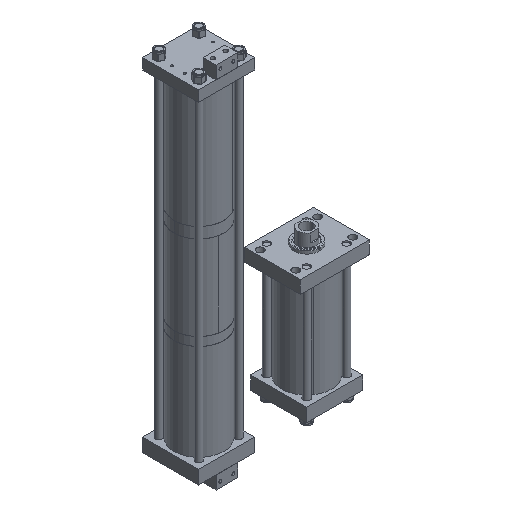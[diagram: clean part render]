
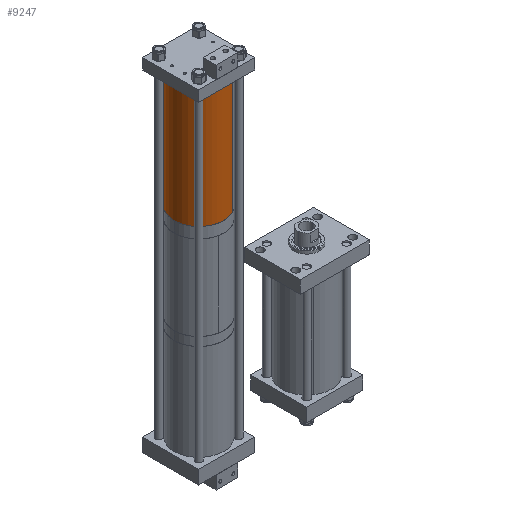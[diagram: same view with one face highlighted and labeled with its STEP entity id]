
A CAD part, isometric view. The second image highlights one B-rep face of the part: STEP entity #9247.
In plain terms, the highlighted cylindrical face has radius 73.025 mm (diameter 146.05 mm), a partial arc.
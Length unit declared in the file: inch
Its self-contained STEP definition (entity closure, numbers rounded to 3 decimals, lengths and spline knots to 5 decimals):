
#394 = ORIENTED_EDGE ( 'NONE', *, *, #7603, .F. ) ;
#629 = AXIS2_PLACEMENT_3D ( 'NONE', #1669, #7704, #13638 ) ;
#802 = CIRCLE ( 'NONE', #629, 2.875 ) ;
#971 = CARTESIAN_POINT ( 'NONE',  ( -2.875, 0., 13.688 ) ) ;
#989 = VERTEX_POINT ( 'NONE', #6337 ) ;
#1131 = CARTESIAN_POINT ( 'NONE',  ( -2.875, 0., 13.688 ) ) ;
#1669 = CARTESIAN_POINT ( 'NONE',  ( 0., 0., 0. ) ) ;
#1726 = AXIS2_PLACEMENT_3D ( 'NONE', #13617, #14826, #3980 ) ;
#1786 = CIRCLE ( 'NONE', #8201, 2.875 ) ;
#2434 = VERTEX_POINT ( 'NONE', #1131 ) ;
#3235 = EDGE_LOOP ( 'NONE', ( #12609, #394, #14097, #6486 ) ) ;
#3534 = CARTESIAN_POINT ( 'NONE',  ( -2.875, 0., 0. ) ) ;
#3967 = CARTESIAN_POINT ( 'NONE',  ( 0., 0., 13.688 ) ) ;
#3980 = DIRECTION ( 'NONE',  ( -1., 0., 0. ) ) ;
#5078 = LINE ( 'NONE', #9177, #9252 ) ;
#5164 = DIRECTION ( 'NONE',  ( 1., 0., 0. ) ) ;
#5419 = VECTOR ( 'NONE', #5810, 39.37008 ) ;
#5810 = DIRECTION ( 'NONE',  ( 0., 0., -1. ) ) ;
#6180 = DIRECTION ( 'NONE',  ( 0., 0., 1. ) ) ;
#6278 = EDGE_CURVE ( 'NONE', #2434, #9741, #12252, .T. ) ;
#6337 = CARTESIAN_POINT ( 'NONE',  ( 2.875, 0., 13.688 ) ) ;
#6486 = ORIENTED_EDGE ( 'NONE', *, *, #15185, .T. ) ;
#7603 = EDGE_CURVE ( 'NONE', #2434, #989, #1786, .T. ) ;
#7704 = DIRECTION ( 'NONE',  ( 0., 0., 1. ) ) ;
#7797 = CARTESIAN_POINT ( 'NONE',  ( 2.875, 0., 0. ) ) ;
#8201 = AXIS2_PLACEMENT_3D ( 'NONE', #3967, #6180, #5164 ) ;
#8353 = VERTEX_POINT ( 'NONE', #7797 ) ;
#8370 = CYLINDRICAL_SURFACE ( 'NONE', #1726, 2.875 ) ;
#9177 = CARTESIAN_POINT ( 'NONE',  ( 2.875, 0., 13.688 ) ) ;
#9247 = ADVANCED_FACE ( 'NONE', ( #12919 ), #8370, .T. ) ;
#9252 = VECTOR ( 'NONE', #14161, 39.37008 ) ;
#9741 = VERTEX_POINT ( 'NONE', #3534 ) ;
#12252 = LINE ( 'NONE', #971, #5419 ) ;
#12276 = EDGE_CURVE ( 'NONE', #989, #8353, #5078, .T. ) ;
#12609 = ORIENTED_EDGE ( 'NONE', *, *, #12276, .F. ) ;
#12919 = FACE_OUTER_BOUND ( 'NONE', #3235, .T. ) ;
#13617 = CARTESIAN_POINT ( 'NONE',  ( 0., 0., 13.688 ) ) ;
#13638 = DIRECTION ( 'NONE',  ( 1., 0., 0. ) ) ;
#14097 = ORIENTED_EDGE ( 'NONE', *, *, #6278, .T. ) ;
#14161 = DIRECTION ( 'NONE',  ( 0., 0., -1. ) ) ;
#14826 = DIRECTION ( 'NONE',  ( 0., 0., -1. ) ) ;
#15185 = EDGE_CURVE ( 'NONE', #9741, #8353, #802, .T. ) ;
